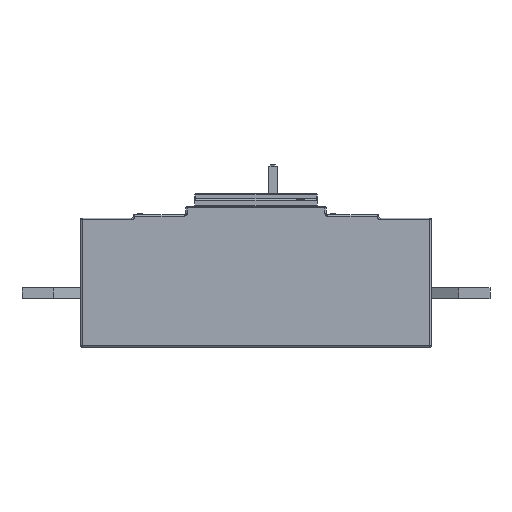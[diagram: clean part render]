
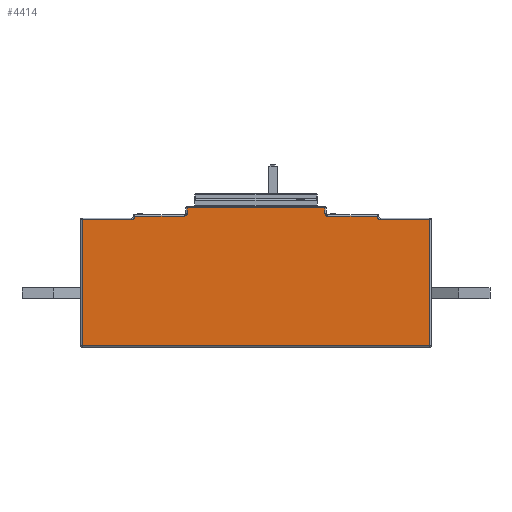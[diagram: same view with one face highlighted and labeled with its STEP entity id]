
A CAD part, left-side view. The second image highlights one B-rep face of the part: STEP entity #4414.
In plain terms, the highlighted free-form (B-spline) face has degree [1, 1] with [2, 2] control points.
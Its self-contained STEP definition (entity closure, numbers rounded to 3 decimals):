
#4414 = ADVANCED_FACE('',(#4415),#4533,.F.);
#4415 = FACE_BOUND('',#4416,.T.);
#4416 = EDGE_LOOP('',(#4417,#4426,#4434,#4441,#4448,#4455,#4462,#4469,
    #4477,#4484,#4491,#4499,#4506,#4513,#4520,#4528));
#4417 = ORIENTED_EDGE('',*,*,#4418,.T.);
#4418 = EDGE_CURVE('',#4419,#4421,#4423,.T.);
#4419 = VERTEX_POINT('',#4420);
#4420 = CARTESIAN_POINT('',(-76.882,97.75,
    105.438));
#4421 = VERTEX_POINT('',#4422);
#4422 = CARTESIAN_POINT('',(-76.882,97.75,
    104.889));
#4423 = B_SPLINE_CURVE_WITH_KNOTS('',1,(#4424,#4425),.UNSPECIFIED.,.F.,
  .F.,(2,2),(-1.5,-1.),.PIECEWISE_BEZIER_KNOTS.);
#4424 = CARTESIAN_POINT('',(-76.882,97.75,
    105.438));
#4425 = CARTESIAN_POINT('',(-76.882,97.75,
    104.889));
#4426 = ORIENTED_EDGE('',*,*,#4427,.T.);
#4427 = EDGE_CURVE('',#4421,#4428,#4430,.T.);
#4428 = VERTEX_POINT('',#4429);
#4429 = CARTESIAN_POINT('',(-76.882,99.946,
    102.692));
#4430 = ( BOUNDED_CURVE() B_SPLINE_CURVE(2,(#4431,#4432,#4433),
.UNSPECIFIED.,.F.,.F.) B_SPLINE_CURVE_WITH_KNOTS((3,3),(3.142,
4.712),.PIECEWISE_BEZIER_KNOTS.) CURVE() 
GEOMETRIC_REPRESENTATION_ITEM() RATIONAL_B_SPLINE_CURVE((1.,
0.707,1.)) REPRESENTATION_ITEM('') );
#4431 = CARTESIAN_POINT('',(-76.882,97.75,
    104.889));
#4432 = CARTESIAN_POINT('',(-76.882,97.75,
    102.692));
#4433 = CARTESIAN_POINT('',(-76.882,99.946,
    102.692));
#4434 = ORIENTED_EDGE('',*,*,#4435,.T.);
#4435 = EDGE_CURVE('',#4428,#4436,#4438,.T.);
#4436 = VERTEX_POINT('',#4437);
#4437 = CARTESIAN_POINT('',(-76.882,140.034,
    102.692));
#4438 = B_SPLINE_CURVE_WITH_KNOTS('',1,(#4439,#4440),.UNSPECIFIED.,.F.,
  .F.,(2,2),(-37.5,-1.),.PIECEWISE_BEZIER_KNOTS.);
#4439 = CARTESIAN_POINT('',(-76.882,99.946,
    102.692));
#4440 = CARTESIAN_POINT('',(-76.882,140.034,
    102.692));
#4441 = ORIENTED_EDGE('',*,*,#4442,.T.);
#4442 = EDGE_CURVE('',#4436,#4443,#4445,.T.);
#4443 = VERTEX_POINT('',#4444);
#4444 = CARTESIAN_POINT('',(-76.882,140.034,
    1.098));
#4445 = B_SPLINE_CURVE_WITH_KNOTS('',1,(#4446,#4447),.UNSPECIFIED.,.F.,
  .F.,(2,2),(1.,93.5),.PIECEWISE_BEZIER_KNOTS.);
#4446 = CARTESIAN_POINT('',(-76.882,140.034,
    102.692));
#4447 = CARTESIAN_POINT('',(-76.882,140.034,
    1.098));
#4448 = ORIENTED_EDGE('',*,*,#4449,.T.);
#4449 = EDGE_CURVE('',#4443,#4450,#4452,.T.);
#4450 = VERTEX_POINT('',#4451);
#4451 = CARTESIAN_POINT('',(-76.882,-140.034,
    1.098));
#4452 = B_SPLINE_CURVE_WITH_KNOTS('',1,(#4453,#4454),.UNSPECIFIED.,.F.,
  .F.,(2,2),(1.,256.),.PIECEWISE_BEZIER_KNOTS.);
#4453 = CARTESIAN_POINT('',(-76.882,140.034,
    1.098));
#4454 = CARTESIAN_POINT('',(-76.882,-140.034,
    1.098));
#4455 = ORIENTED_EDGE('',*,*,#4456,.T.);
#4456 = EDGE_CURVE('',#4450,#4457,#4459,.T.);
#4457 = VERTEX_POINT('',#4458);
#4458 = CARTESIAN_POINT('',(-76.882,-140.034,
    102.692));
#4459 = B_SPLINE_CURVE_WITH_KNOTS('',1,(#4460,#4461),.UNSPECIFIED.,.F.,
  .F.,(2,2),(-93.5,-1.),.PIECEWISE_BEZIER_KNOTS.);
#4460 = CARTESIAN_POINT('',(-76.882,-140.034,
    1.098));
#4461 = CARTESIAN_POINT('',(-76.882,-140.034,
    102.692));
#4462 = ORIENTED_EDGE('',*,*,#4463,.T.);
#4463 = EDGE_CURVE('',#4457,#4464,#4466,.T.);
#4464 = VERTEX_POINT('',#4465);
#4465 = CARTESIAN_POINT('',(-76.882,-99.946,
    102.692));
#4466 = B_SPLINE_CURVE_WITH_KNOTS('',1,(#4467,#4468),.UNSPECIFIED.,.F.,
  .F.,(2,2),(-37.5,-1.),.PIECEWISE_BEZIER_KNOTS.);
#4467 = CARTESIAN_POINT('',(-76.882,-140.034,
    102.692));
#4468 = CARTESIAN_POINT('',(-76.882,-99.946,
    102.692));
#4469 = ORIENTED_EDGE('',*,*,#4470,.T.);
#4470 = EDGE_CURVE('',#4464,#4471,#4473,.T.);
#4471 = VERTEX_POINT('',#4472);
#4472 = CARTESIAN_POINT('',(-76.882,-97.75,
    104.889));
#4473 = ( BOUNDED_CURVE() B_SPLINE_CURVE(2,(#4474,#4475,#4476),
.UNSPECIFIED.,.F.,.F.) B_SPLINE_CURVE_WITH_KNOTS((3,3),(4.712,
6.283),.PIECEWISE_BEZIER_KNOTS.) CURVE() 
GEOMETRIC_REPRESENTATION_ITEM() RATIONAL_B_SPLINE_CURVE((1.,
0.707,1.)) REPRESENTATION_ITEM('') );
#4474 = CARTESIAN_POINT('',(-76.882,-99.946,
    102.692));
#4475 = CARTESIAN_POINT('',(-76.882,-97.75,
    102.692));
#4476 = CARTESIAN_POINT('',(-76.882,-97.75,
    104.889));
#4477 = ORIENTED_EDGE('',*,*,#4478,.T.);
#4478 = EDGE_CURVE('',#4471,#4479,#4481,.T.);
#4479 = VERTEX_POINT('',#4480);
#4480 = CARTESIAN_POINT('',(-76.882,-97.75,
    105.438));
#4481 = B_SPLINE_CURVE_WITH_KNOTS('',1,(#4482,#4483),.UNSPECIFIED.,.F.,
  .F.,(2,2),(1.,1.5),.PIECEWISE_BEZIER_KNOTS.);
#4482 = CARTESIAN_POINT('',(-76.882,-97.75,
    104.889));
#4483 = CARTESIAN_POINT('',(-76.882,-97.75,
    105.438));
#4484 = ORIENTED_EDGE('',*,*,#4485,.T.);
#4485 = EDGE_CURVE('',#4479,#4486,#4488,.T.);
#4486 = VERTEX_POINT('',#4487);
#4487 = CARTESIAN_POINT('',(-76.882,-57.661,
    105.438));
#4488 = B_SPLINE_CURVE_WITH_KNOTS('',1,(#4489,#4490),.UNSPECIFIED.,.F.,
  .F.,(2,2),(-37.5,-1.),.PIECEWISE_BEZIER_KNOTS.);
#4489 = CARTESIAN_POINT('',(-76.882,-97.75,
    105.438));
#4490 = CARTESIAN_POINT('',(-76.882,-57.661,
    105.438));
#4491 = ORIENTED_EDGE('',*,*,#4492,.F.);
#4492 = EDGE_CURVE('',#4493,#4486,#4495,.T.);
#4493 = VERTEX_POINT('',#4494);
#4494 = CARTESIAN_POINT('',(-76.882,-55.465,
    107.634));
#4495 = ( BOUNDED_CURVE() B_SPLINE_CURVE(2,(#4496,#4497,#4498),
.UNSPECIFIED.,.F.,.F.) B_SPLINE_CURVE_WITH_KNOTS((3,3),(0.,
1.571),.PIECEWISE_BEZIER_KNOTS.) CURVE() 
GEOMETRIC_REPRESENTATION_ITEM() RATIONAL_B_SPLINE_CURVE((1.,
0.707,1.)) REPRESENTATION_ITEM('') );
#4496 = CARTESIAN_POINT('',(-76.882,-55.465,
    107.634));
#4497 = CARTESIAN_POINT('',(-76.882,-55.465,
    105.438));
#4498 = CARTESIAN_POINT('',(-76.882,-57.661,
    105.438));
#4499 = ORIENTED_EDGE('',*,*,#4500,.T.);
#4500 = EDGE_CURVE('',#4493,#4501,#4503,.T.);
#4501 = VERTEX_POINT('',#4502);
#4502 = CARTESIAN_POINT('',(-76.882,-55.465,
    112.028));
#4503 = B_SPLINE_CURVE_WITH_KNOTS('',1,(#4504,#4505),.UNSPECIFIED.,.F.,
  .F.,(2,2),(3.5,7.5),.PIECEWISE_BEZIER_KNOTS.);
#4504 = CARTESIAN_POINT('',(-76.882,-55.465,
    107.634));
#4505 = CARTESIAN_POINT('',(-76.882,-55.465,
    112.028));
#4506 = ORIENTED_EDGE('',*,*,#4507,.T.);
#4507 = EDGE_CURVE('',#4501,#4508,#4510,.T.);
#4508 = VERTEX_POINT('',#4509);
#4509 = CARTESIAN_POINT('',(-76.882,55.465,
    112.028));
#4510 = B_SPLINE_CURVE_WITH_KNOTS('',1,(#4511,#4512),.UNSPECIFIED.,.F.,
  .F.,(2,2),(-102.,-1.),.PIECEWISE_BEZIER_KNOTS.);
#4511 = CARTESIAN_POINT('',(-76.882,-55.465,
    112.028));
#4512 = CARTESIAN_POINT('',(-76.882,55.465,
    112.028));
#4513 = ORIENTED_EDGE('',*,*,#4514,.T.);
#4514 = EDGE_CURVE('',#4508,#4515,#4517,.T.);
#4515 = VERTEX_POINT('',#4516);
#4516 = CARTESIAN_POINT('',(-76.882,55.465,
    107.634));
#4517 = B_SPLINE_CURVE_WITH_KNOTS('',1,(#4518,#4519),.UNSPECIFIED.,.F.,
  .F.,(2,2),(-7.5,-3.5),.PIECEWISE_BEZIER_KNOTS.);
#4518 = CARTESIAN_POINT('',(-76.882,55.465,
    112.028));
#4519 = CARTESIAN_POINT('',(-76.882,55.465,
    107.634));
#4520 = ORIENTED_EDGE('',*,*,#4521,.F.);
#4521 = EDGE_CURVE('',#4522,#4515,#4524,.T.);
#4522 = VERTEX_POINT('',#4523);
#4523 = CARTESIAN_POINT('',(-76.882,57.661,
    105.438));
#4524 = ( BOUNDED_CURVE() B_SPLINE_CURVE(2,(#4525,#4526,#4527),
.UNSPECIFIED.,.F.,.F.) B_SPLINE_CURVE_WITH_KNOTS((3,3),(1.571,
3.142),.PIECEWISE_BEZIER_KNOTS.) CURVE() 
GEOMETRIC_REPRESENTATION_ITEM() RATIONAL_B_SPLINE_CURVE((1.,
0.707,1.)) REPRESENTATION_ITEM('') );
#4525 = CARTESIAN_POINT('',(-76.882,57.661,
    105.438));
#4526 = CARTESIAN_POINT('',(-76.882,55.465,
    105.438));
#4527 = CARTESIAN_POINT('',(-76.882,55.465,
    107.634));
#4528 = ORIENTED_EDGE('',*,*,#4529,.T.);
#4529 = EDGE_CURVE('',#4522,#4419,#4530,.T.);
#4530 = B_SPLINE_CURVE_WITH_KNOTS('',1,(#4531,#4532),.UNSPECIFIED.,.F.,
  .F.,(2,2),(-37.5,-1.),.PIECEWISE_BEZIER_KNOTS.);
#4531 = CARTESIAN_POINT('',(-76.882,57.661,
    105.438));
#4532 = CARTESIAN_POINT('',(-76.882,97.75,
    105.438));
#4533 = B_SPLINE_SURFACE_WITH_KNOTS('',1,1,(
    (#4534,#4535)
    ,(#4536,#4537
    )),.UNSPECIFIED.,.F.,.F.,.F.,(2,2),(2,2),(-256.,-1.),(-93.5,7.5),
  .PIECEWISE_BEZIER_KNOTS.);
#4534 = CARTESIAN_POINT('',(-76.882,-140.034,
    1.098));
#4535 = CARTESIAN_POINT('',(-76.882,-140.034,
    112.028));
#4536 = CARTESIAN_POINT('',(-76.882,140.034,
    1.098));
#4537 = CARTESIAN_POINT('',(-76.882,140.034,
    112.028));
